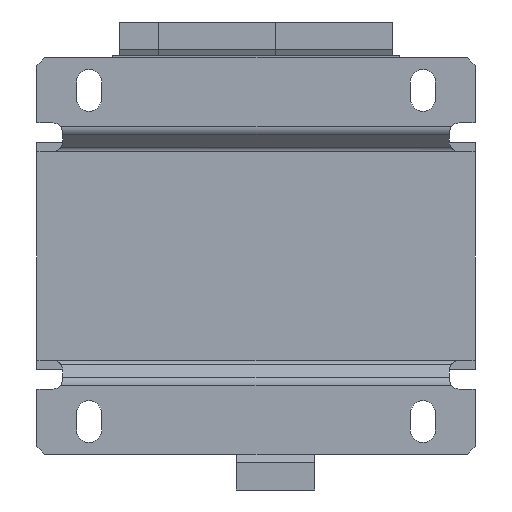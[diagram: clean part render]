
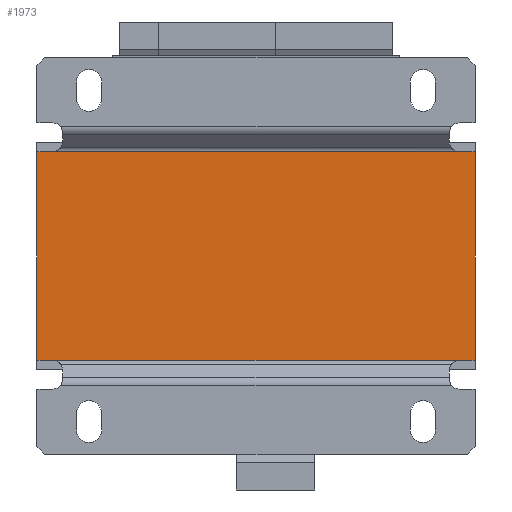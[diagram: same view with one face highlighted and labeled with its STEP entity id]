
A CAD part, front view. The second image highlights one B-rep face of the part: STEP entity #1973.
In plain terms, the highlighted planar face has unit normal (0, -1, 0).
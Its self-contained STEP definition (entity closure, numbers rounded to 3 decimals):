
#162 = ORIENTED_EDGE ( 'NONE', *, *, #4198, .T. ) ;
#217 = EDGE_CURVE ( 'Defeature ausgef�hrt2_93+Defeature ausgef�hrt2_92+Defeature ausgef�hrt2_104+Defeature ausgef�hrt2_103', #3280, #3398, #1906, .T. ) ;
#353 = VERTEX_POINT ( 'NONE', #1001 ) ;
#540 = DIRECTION ( 'NONE',  ( -1., 0., 0. ) ) ;
#548 = LINE ( 'NONE', #5267, #8742 ) ;
#1001 = CARTESIAN_POINT ( 'NONE',  ( -42., -36., -20. ) ) ;
#1007 = DIRECTION ( 'NONE',  ( -1., 0., 0. ) ) ;
#1237 = CARTESIAN_POINT ( 'NONE',  ( 0., -36., -20. ) ) ;
#1588 = AXIS2_PLACEMENT_3D ( 'NONE', #6145, #6965, #5502 ) ;
#1906 = LINE ( 'NONE', #6772, #2341 ) ;
#1973 = ADVANCED_FACE ( 'Defeature ausgef�hrt2_92', ( #6059 ), #9022, .F. ) ;
#2004 = EDGE_LOOP ( 'NONE', ( #4046, #162, #7622, #2934, #4644, #5978, #7785, #2281 ) ) ;
#2035 = DIRECTION ( 'NONE',  ( -1., 0., 0. ) ) ;
#2281 = ORIENTED_EDGE ( 'NONE', *, *, #5981, .F. ) ;
#2323 = DIRECTION ( 'NONE',  ( -1., 0., 0. ) ) ;
#2341 = VECTOR ( 'NONE', #8821, 1000. ) ;
#2723 = CARTESIAN_POINT ( 'NONE',  ( -42., -36., -38. ) ) ;
#2783 = DIRECTION ( 'NONE',  ( 0., 0., 1. ) ) ;
#2831 = EDGE_CURVE ( 'Defeature ausgef�hrt2_99+Defeature ausgef�hrt2_92+Defeature ausgef�hrt2_109+Defeature ausgef�hrt2_94', #2876, #353, #3497, .T. ) ;
#2842 = VECTOR ( 'NONE', #2783, 1000. ) ;
#2872 = VERTEX_POINT ( 'NONE', #4608 ) ;
#2876 = VERTEX_POINT ( 'NONE', #3154 ) ;
#2934 = ORIENTED_EDGE ( 'NONE', *, *, #5046, .T. ) ;
#3058 = VERTEX_POINT ( 'NONE', #7281 ) ;
#3103 = EDGE_CURVE ( 'Defeature ausgef�hrt2_92+Defeature ausgef�hrt2_71+Defeature ausgef�hrt2_104+Defeature ausgef�hrt2_108', #3058, #2872, #7775, .T. ) ;
#3154 = CARTESIAN_POINT ( 'NONE',  ( -39., -36., -20. ) ) ;
#3280 = VERTEX_POINT ( 'NONE', #5244 ) ;
#3293 = LINE ( 'NONE', #9247, #4300 ) ;
#3398 = VERTEX_POINT ( 'NONE', #5091 ) ;
#3497 = LINE ( 'NONE', #7302, #5176 ) ;
#3583 = DIRECTION ( 'NONE',  ( -1., 0., 0. ) ) ;
#4046 = ORIENTED_EDGE ( 'NONE', *, *, #217, .F. ) ;
#4198 = EDGE_CURVE ( 'Defeature ausgef�hrt2_92+Defeature ausgef�hrt2_104+Defeature ausgef�hrt2_93+Defeature ausgef�hrt2_71', #3280, #3058, #548, .T. ) ;
#4300 = VECTOR ( 'NONE', #540, 1000. ) ;
#4608 = CARTESIAN_POINT ( 'NONE',  ( -39., -36., 20. ) ) ;
#4644 = ORIENTED_EDGE ( 'NONE', *, *, #7433, .F. ) ;
#5046 = EDGE_CURVE ( 'Defeature ausgef�hrt2_92+Defeature ausgef�hrt2_108+Defeature ausgef�hrt2_71+Defeature ausgef�hrt2_94', #2872, #8376, #8499, .T. ) ;
#5091 = CARTESIAN_POINT ( 'NONE',  ( 42., -36., -20. ) ) ;
#5176 = VECTOR ( 'NONE', #5934, 1000. ) ;
#5244 = CARTESIAN_POINT ( 'NONE',  ( 42., -36., 20. ) ) ;
#5267 = CARTESIAN_POINT ( 'NONE',  ( 0., -36., 20. ) ) ;
#5330 = VECTOR ( 'NONE', #2323, 1000. ) ;
#5350 = VECTOR ( 'NONE', #2035, 1000. ) ;
#5502 = DIRECTION ( 'NONE',  ( 0., 0., 1. ) ) ;
#5934 = DIRECTION ( 'NONE',  ( -1., 0., 0. ) ) ;
#5978 = ORIENTED_EDGE ( 'NONE', *, *, #2831, .F. ) ;
#5981 = EDGE_CURVE ( 'Defeature ausgef�hrt2_103+Defeature ausgef�hrt2_92+Defeature ausgef�hrt2_93+Defeature ausgef�hrt2_115', #3398, #7482, #3293, .T. ) ;
#6059 = FACE_OUTER_BOUND ( 'NONE', #2004, .T. ) ;
#6145 = CARTESIAN_POINT ( 'NONE',  ( 0., -36., 0. ) ) ;
#6445 = EDGE_CURVE ( 'Defeature ausgef�hrt2_84+Defeature ausgef�hrt2_92+Defeature ausgef�hrt2_115+Defeature ausgef�hrt2_109', #7482, #2876, #8864, .T. ) ;
#6629 = VECTOR ( 'NONE', #3583, 1000. ) ;
#6687 = LINE ( 'NONE', #2723, #2842 ) ;
#6772 = CARTESIAN_POINT ( 'NONE',  ( 42., -36., -38. ) ) ;
#6965 = DIRECTION ( 'NONE',  ( 0., 1., 0. ) ) ;
#7153 = CARTESIAN_POINT ( 'NONE',  ( 0., -36., 20. ) ) ;
#7281 = CARTESIAN_POINT ( 'NONE',  ( 39., -36., 20. ) ) ;
#7302 = CARTESIAN_POINT ( 'NONE',  ( -84.022, -36., -20. ) ) ;
#7391 = CARTESIAN_POINT ( 'NONE',  ( -42., -36., 20. ) ) ;
#7433 = EDGE_CURVE ( 'Defeature ausgef�hrt2_94+Defeature ausgef�hrt2_92+Defeature ausgef�hrt2_99+Defeature ausgef�hrt2_108', #353, #8376, #6687, .T. ) ;
#7482 = VERTEX_POINT ( 'NONE', #8529 ) ;
#7622 = ORIENTED_EDGE ( 'NONE', *, *, #3103, .T. ) ;
#7775 = LINE ( 'NONE', #7153, #6629 ) ;
#7785 = ORIENTED_EDGE ( 'NONE', *, *, #6445, .F. ) ;
#8376 = VERTEX_POINT ( 'NONE', #7391 ) ;
#8499 = LINE ( 'NONE', #8697, #5330 ) ;
#8529 = CARTESIAN_POINT ( 'NONE',  ( 39., -36., -20. ) ) ;
#8697 = CARTESIAN_POINT ( 'NONE',  ( 84.022, -36., 20. ) ) ;
#8742 = VECTOR ( 'NONE', #1007, 1000. ) ;
#8821 = DIRECTION ( 'NONE',  ( 0., 0., -1. ) ) ;
#8864 = LINE ( 'NONE', #1237, #5350 ) ;
#9022 = PLANE ( 'NONE',  #1588 ) ;
#9247 = CARTESIAN_POINT ( 'NONE',  ( 0., -36., -20. ) ) ;
